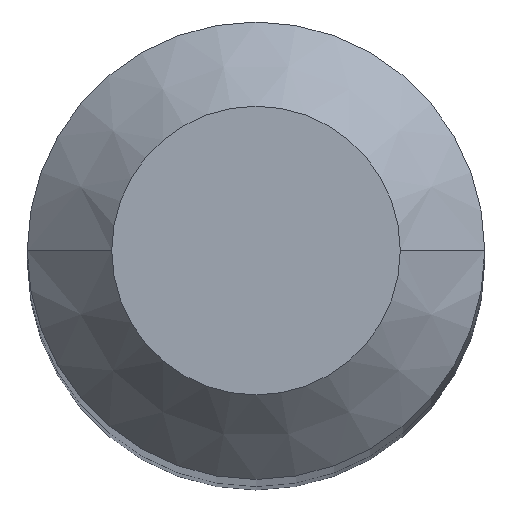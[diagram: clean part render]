
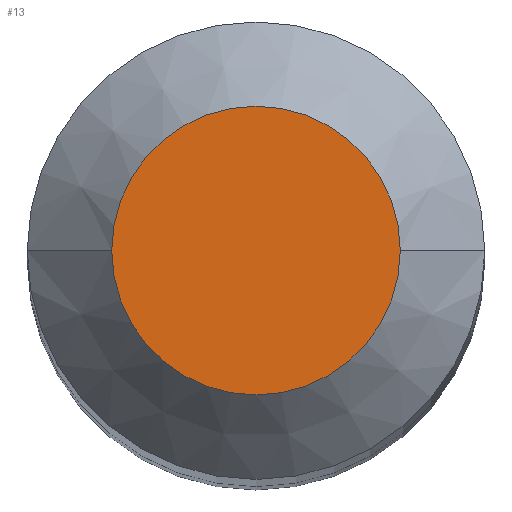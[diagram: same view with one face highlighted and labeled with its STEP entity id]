
A CAD part, top view. The second image highlights one B-rep face of the part: STEP entity #13.
In plain terms, the highlighted planar face has unit normal (0, 0, 1).
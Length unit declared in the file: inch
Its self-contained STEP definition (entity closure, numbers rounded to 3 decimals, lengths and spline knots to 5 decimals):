
#10 = AXIS2_PLACEMENT_3D ( 'NONE', #365, #239, #341 ) ;
#13 = ADVANCED_FACE ( 'NONE', ( #208 ), #57, .F. ) ;
#20 = CARTESIAN_POINT ( 'NONE',  ( 0.0534, 0., 0. ) ) ;
#23 = DIRECTION ( 'NONE',  ( -1., 0., 0. ) ) ;
#48 = CIRCLE ( 'NONE', #142, 0.0534 ) ;
#51 = ORIENTED_EDGE ( 'NONE', *, *, #381, .T. ) ;
#57 = PLANE ( 'NONE',  #133 ) ;
#60 = CARTESIAN_POINT ( 'NONE',  ( 0., 0., 0. ) ) ;
#63 = DIRECTION ( 'NONE',  ( 1., 0., 0. ) ) ;
#71 = EDGE_CURVE ( 'NONE', #347, #161, #48, .T. ) ;
#76 = CIRCLE ( 'NONE', #10, 0.0534 ) ;
#120 = CARTESIAN_POINT ( 'NONE',  ( 0., 0., 0. ) ) ;
#133 = AXIS2_PLACEMENT_3D ( 'NONE', #120, #238, #23 ) ;
#142 = AXIS2_PLACEMENT_3D ( 'NONE', #60, #342, #63 ) ;
#161 = VERTEX_POINT ( 'NONE', #375 ) ;
#208 = FACE_OUTER_BOUND ( 'NONE', #279, .T. ) ;
#238 = DIRECTION ( 'NONE',  ( 0., 0., -1. ) ) ;
#239 = DIRECTION ( 'NONE',  ( 0., 0., 1. ) ) ;
#279 = EDGE_LOOP ( 'NONE', ( #51, #371 ) ) ;
#341 = DIRECTION ( 'NONE',  ( 1., 0., 0. ) ) ;
#342 = DIRECTION ( 'NONE',  ( 0., 0., 1. ) ) ;
#347 = VERTEX_POINT ( 'NONE', #20 ) ;
#365 = CARTESIAN_POINT ( 'NONE',  ( 0., 0., 0. ) ) ;
#371 = ORIENTED_EDGE ( 'NONE', *, *, #71, .T. ) ;
#375 = CARTESIAN_POINT ( 'NONE',  ( -0.0534, 0., 0. ) ) ;
#381 = EDGE_CURVE ( 'NONE', #161, #347, #76, .T. ) ;
